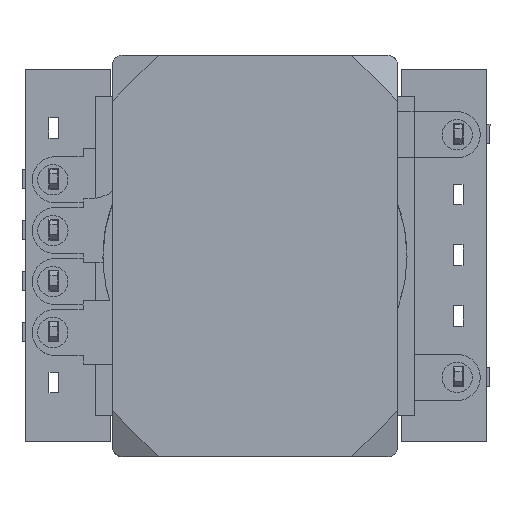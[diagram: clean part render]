
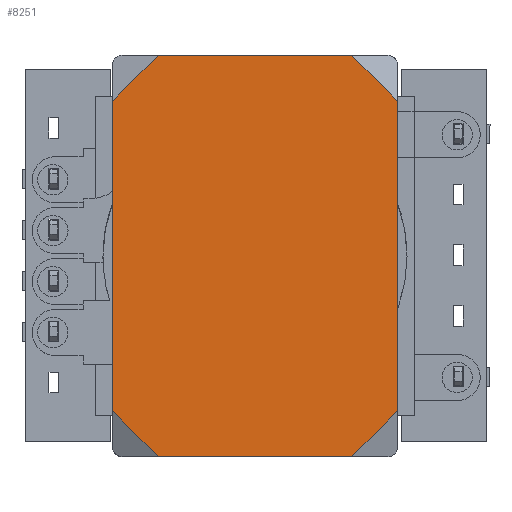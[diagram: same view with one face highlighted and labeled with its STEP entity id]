
A CAD part, top view. The second image highlights one B-rep face of the part: STEP entity #8251.
In plain terms, the highlighted planar face has unit normal (0, 0, 1).
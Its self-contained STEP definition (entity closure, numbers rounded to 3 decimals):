
#93 = VERTEX_POINT ( 'NONE', #3579 ) ;
#221 = AXIS2_PLACEMENT_3D ( 'NONE', #2183, #710, #4973 ) ;
#369 = CARTESIAN_POINT ( 'NONE',  ( -11.165, -11.165, 0. ) ) ;
#424 = CARTESIAN_POINT ( 'NONE',  ( 0., -2.87, 0. ) ) ;
#662 = EDGE_CURVE ( 'NONE', #93, #9240, #5765, .T. ) ;
#710 = DIRECTION ( 'NONE',  ( 0., 0., 1. ) ) ;
#818 = VERTEX_POINT ( 'NONE', #4996 ) ;
#1037 = LINE ( 'NONE', #369, #5217 ) ;
#1219 = CARTESIAN_POINT ( 'NONE',  ( 7.515, 7.515, 0. ) ) ;
#1329 = CARTESIAN_POINT ( 'NONE',  ( 0., -22.33, 0. ) ) ;
#1495 = DIRECTION ( 'NONE',  ( 0.707, 0.707, 0. ) ) ;
#1659 = ORIENTED_EDGE ( 'NONE', *, *, #1968, .T. ) ;
#1794 = CARTESIAN_POINT ( 'NONE',  ( 15.03, -25.2, 0. ) ) ;
#1899 = LINE ( 'NONE', #6916, #5241 ) ;
#1968 = EDGE_CURVE ( 'NONE', #6805, #818, #1899, .T. ) ;
#2183 = CARTESIAN_POINT ( 'NONE',  ( 0., 0., 0. ) ) ;
#2219 = EDGE_CURVE ( 'NONE', #818, #93, #3321, .T. ) ;
#2398 = CARTESIAN_POINT ( 'NONE',  ( 17.9, -22.33, 0. ) ) ;
#2642 = VECTOR ( 'NONE', #6242, 1000. ) ;
#2649 = ORIENTED_EDGE ( 'NONE', *, *, #662, .T. ) ;
#2914 = LINE ( 'NONE', #5825, #4048 ) ;
#3120 = EDGE_CURVE ( 'NONE', #7267, #6805, #2914, .T. ) ;
#3144 = VERTEX_POINT ( 'NONE', #8788 ) ;
#3246 = VERTEX_POINT ( 'NONE', #1329 ) ;
#3281 = DIRECTION ( 'NONE',  ( 0.707, -0.707, 0. ) ) ;
#3321 = LINE ( 'NONE', #1219, #2642 ) ;
#3579 = CARTESIAN_POINT ( 'NONE',  ( 15.03, 0., 0. ) ) ;
#3700 = ORIENTED_EDGE ( 'NONE', *, *, #7759, .T. ) ;
#3785 = ORIENTED_EDGE ( 'NONE', *, *, #2219, .T. ) ;
#4048 = VECTOR ( 'NONE', #1495, 1000. ) ;
#4100 = CARTESIAN_POINT ( 'NONE',  ( 0., 0., 0. ) ) ;
#4210 = EDGE_CURVE ( 'NONE', #3246, #3144, #1037, .T. ) ;
#4501 = CARTESIAN_POINT ( 'NONE',  ( 1.435, -1.435, 0. ) ) ;
#4800 = ORIENTED_EDGE ( 'NONE', *, *, #4210, .T. ) ;
#4973 = DIRECTION ( 'NONE',  ( 1., 0., 0. ) ) ;
#4996 = CARTESIAN_POINT ( 'NONE',  ( 17.9, -2.87, 0. ) ) ;
#5080 = EDGE_LOOP ( 'NONE', ( #3700, #7674, #1659, #3785, #2649, #7032, #6610, #4800 ) ) ;
#5159 = DIRECTION ( 'NONE',  ( -1., 0., 0. ) ) ;
#5217 = VECTOR ( 'NONE', #3281, 1000. ) ;
#5241 = VECTOR ( 'NONE', #7687, 1000. ) ;
#5458 = VECTOR ( 'NONE', #5159, 1000. ) ;
#5626 = LINE ( 'NONE', #4100, #6430 ) ;
#5765 = LINE ( 'NONE', #8822, #5458 ) ;
#5825 = CARTESIAN_POINT ( 'NONE',  ( 20.115, -20.115, 0. ) ) ;
#5883 = EDGE_CURVE ( 'NONE', #9240, #8684, #8806, .T. ) ;
#5993 = DIRECTION ( 'NONE',  ( -0.707, -0.707, 0. ) ) ;
#6242 = DIRECTION ( 'NONE',  ( -0.707, 0.707, 0. ) ) ;
#6325 = VECTOR ( 'NONE', #7512, 1000. ) ;
#6430 = VECTOR ( 'NONE', #8646, 1000. ) ;
#6610 = ORIENTED_EDGE ( 'NONE', *, *, #6621, .T. ) ;
#6621 = EDGE_CURVE ( 'NONE', #8684, #3246, #5626, .T. ) ;
#6738 = LINE ( 'NONE', #8220, #6325 ) ;
#6805 = VERTEX_POINT ( 'NONE', #2398 ) ;
#6916 = CARTESIAN_POINT ( 'NONE',  ( 17.9, 0., 0. ) ) ;
#7032 = ORIENTED_EDGE ( 'NONE', *, *, #5883, .T. ) ;
#7267 = VERTEX_POINT ( 'NONE', #1794 ) ;
#7512 = DIRECTION ( 'NONE',  ( 1., 0., 0. ) ) ;
#7674 = ORIENTED_EDGE ( 'NONE', *, *, #3120, .T. ) ;
#7687 = DIRECTION ( 'NONE',  ( 0., 1., 0. ) ) ;
#7759 = EDGE_CURVE ( 'NONE', #3144, #7267, #6738, .T. ) ;
#8060 = VECTOR ( 'NONE', #5993, 1000. ) ;
#8220 = CARTESIAN_POINT ( 'NONE',  ( 0., -25.2, 0. ) ) ;
#8251 = ADVANCED_FACE ( 'NONE', ( #9328 ), #8583, .T. ) ;
#8526 = CARTESIAN_POINT ( 'NONE',  ( 2.87, 0., 0. ) ) ;
#8583 = PLANE ( 'NONE',  #221 ) ;
#8646 = DIRECTION ( 'NONE',  ( 0., -1., 0. ) ) ;
#8684 = VERTEX_POINT ( 'NONE', #424 ) ;
#8788 = CARTESIAN_POINT ( 'NONE',  ( 2.87, -25.2, 0. ) ) ;
#8806 = LINE ( 'NONE', #4501, #8060 ) ;
#8822 = CARTESIAN_POINT ( 'NONE',  ( 0., 0., 0. ) ) ;
#9240 = VERTEX_POINT ( 'NONE', #8526 ) ;
#9328 = FACE_OUTER_BOUND ( 'NONE', #5080, .T. ) ;
